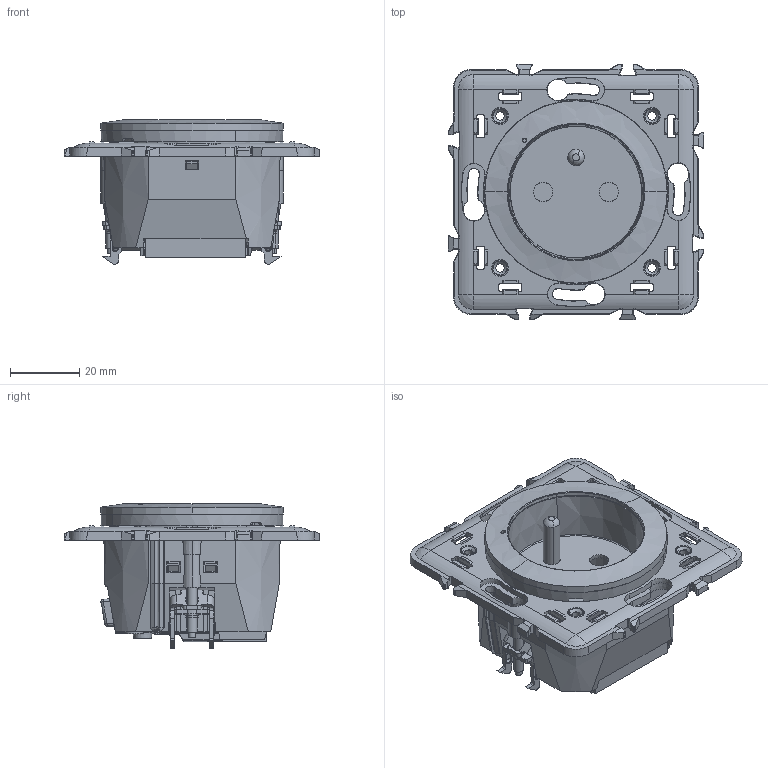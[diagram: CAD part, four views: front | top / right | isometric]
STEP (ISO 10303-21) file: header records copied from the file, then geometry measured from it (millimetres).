
FILE_DESCRIPTION(('CATIA V5 STEP Exchange','CAx-IF Rec.Pracs.--- Model Styling and Organization---1.5--- 2016-08-15','CAx-IF Rec.Pracs.---Supplemental Geometry---1.0---2011-11-01','CAx-IF Rec.Pracs.--- Composite Materials ---1.1---2010-07-15'),'2;1');
FILE_NAME('CB0460 _AllCATPart.stp','2024-03-28T15:11:44+00:00',('none'),('none'),'CATIA Version 5-6 Release 2020 SP3','CATIA V5 STEP AP214 v2','none');
FILE_SCHEMA(('AUTOMOTIVE_DESIGN { 1 0 10303 214 1 1 1 1 }'));
Products named in the file (1): CB0460 _AllCATPart
Bounding box: 74.1 x 74.1 x 41.84 mm (x, y, z)
Volume: 29862.1 mm3; surface area: 44506.2 mm2
Topology: 20 solids, 20 shells, 3338 faces, 9477 edges, 6190 vertices
Faces by surface type: plane 2002, cylinder 473, cone 369, extrusion 190, torus 84, bspline 83, revolution 72, sphere 65
Entity records: 114868 total; most frequent: CARTESIAN_POINT 38911, ORIENTED_EDGE 18830, DIRECTION 10469, EDGE_CURVE 9415, VERTEX_POINT 6190, B_SPLINE_CURVE_WITH_KNOTS 4434, VECTOR 4084, LINE 3894
